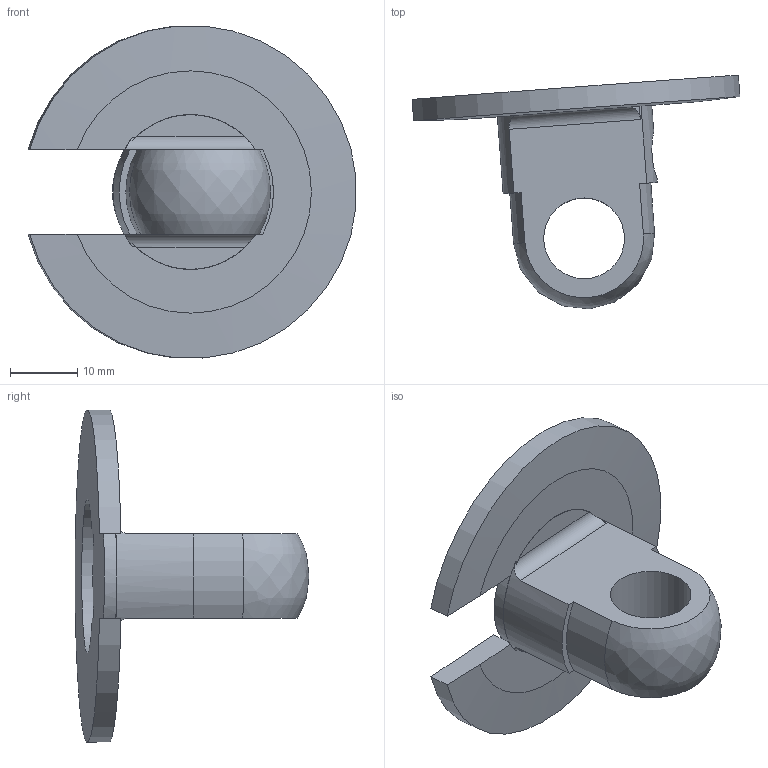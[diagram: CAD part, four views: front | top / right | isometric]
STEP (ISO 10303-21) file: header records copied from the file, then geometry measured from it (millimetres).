
FILE_DESCRIPTION(/* description */ (''),/* implementation_level */ '2;1');
FILE_NAME(/* name */ '72701222-0600-11ec-872b-020dc2b44123.step',/* time_stamp */ '2021-08-26T00:06:54+00:00',/* author */ (''),/* organization */ (''),/* preprocessor_version */ 'ST-DEVELOPER v18.1',/* originating_system */ 'Autodesk Translation Framework v10.6.0.1341',/* authorisation */ '');
FILE_SCHEMA (('AUTOMOTIVE_DESIGN { 1 0 10303 214 3 1 1 }'));
Length unit declared in the file: centimetre
Products named in the file (1): temp_body
Bounding box: 48.71 x 34.73 x 49.33 mm (x, y, z)
Volume: 10892.8 mm3; surface area: 6033.2 mm2
Topology: 1 solids, 1 shells, 28 faces, 74 edges, 47 vertices
Faces by surface type: plane 14, cylinder 11, bspline 2, cone 1
Full cylindrical faces by diameter (mm): 12 x1
Entity records: 1136 total; most frequent: CARTESIAN_POINT 417, ORIENTED_EDGE 144, DIRECTION 143, EDGE_CURVE 72, AXIS2_PLACEMENT_3D 54, VERTEX_POINT 47, LINE 35, VECTOR 35
